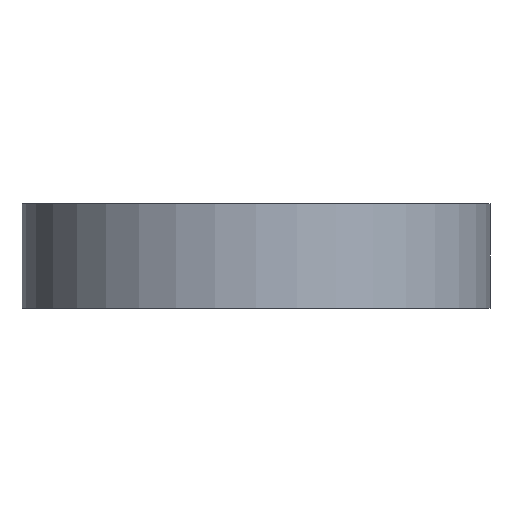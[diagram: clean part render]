
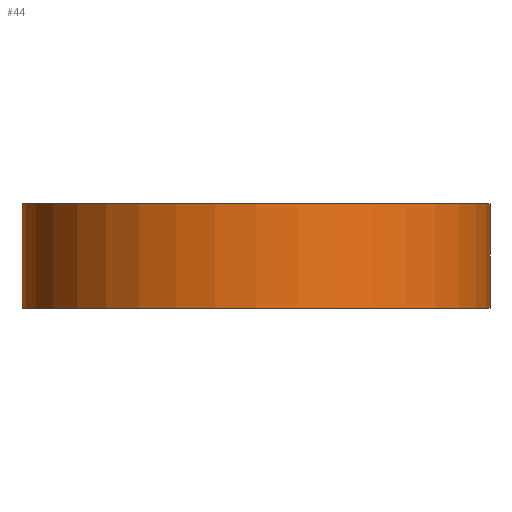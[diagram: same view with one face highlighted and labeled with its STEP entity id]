
A CAD part, front view. The second image highlights one B-rep face of the part: STEP entity #44.
In plain terms, the highlighted cylindrical face has radius 17.475 mm (diameter 34.95 mm), a partial arc.
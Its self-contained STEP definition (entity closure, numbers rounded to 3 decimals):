
#12 = DIRECTION ( 'NONE',  ( 1., 0., 0. ) ) ;
#22 = EDGE_CURVE ( 'NONE', #297, #287, #233, .T. ) ;
#28 = ORIENTED_EDGE ( 'NONE', *, *, #438, .F. ) ;
#36 = LINE ( 'NONE', #283, #561 ) ;
#42 = DIRECTION ( 'NONE',  ( 1., 0., 0. ) ) ;
#44 = ADVANCED_FACE ( 'NONE', ( #435 ), #554, .T. ) ;
#69 = CARTESIAN_POINT ( 'NONE',  ( 17.475, 0., 0. ) ) ;
#71 = ORIENTED_EDGE ( 'NONE', *, *, #414, .T. ) ;
#78 = CARTESIAN_POINT ( 'NONE',  ( -17.475, 0., 7.8 ) ) ;
#94 = VERTEX_POINT ( 'NONE', #69 ) ;
#126 = DIRECTION ( 'NONE',  ( -1., 0., 0. ) ) ;
#178 = DIRECTION ( 'NONE',  ( 0., 0., -1. ) ) ;
#179 = VERTEX_POINT ( 'NONE', #424 ) ;
#212 = DIRECTION ( 'NONE',  ( 0., 0., 1. ) ) ;
#222 = DIRECTION ( 'NONE',  ( 0., 0., -1. ) ) ;
#233 = CIRCLE ( 'NONE', #349, 17.475 ) ;
#253 = EDGE_LOOP ( 'NONE', ( #28, #343, #556, #71 ) ) ;
#258 = LINE ( 'NONE', #446, #395 ) ;
#273 = CARTESIAN_POINT ( 'NONE',  ( 0., 0., 7.8 ) ) ;
#283 = CARTESIAN_POINT ( 'NONE',  ( -17.475, 0., 7.8 ) ) ;
#287 = VERTEX_POINT ( 'NONE', #543 ) ;
#297 = VERTEX_POINT ( 'NONE', #78 ) ;
#308 = AXIS2_PLACEMENT_3D ( 'NONE', #466, #222, #126 ) ;
#343 = ORIENTED_EDGE ( 'NONE', *, *, #22, .F. ) ;
#349 = AXIS2_PLACEMENT_3D ( 'NONE', #273, #212, #12 ) ;
#386 = CIRCLE ( 'NONE', #553, 17.475 ) ;
#395 = VECTOR ( 'NONE', #603, 1000. ) ;
#414 = EDGE_CURVE ( 'NONE', #179, #94, #386, .T. ) ;
#424 = CARTESIAN_POINT ( 'NONE',  ( -17.475, 0., 0. ) ) ;
#435 = FACE_OUTER_BOUND ( 'NONE', #253, .T. ) ;
#438 = EDGE_CURVE ( 'NONE', #287, #94, #258, .T. ) ;
#446 = CARTESIAN_POINT ( 'NONE',  ( 17.475, 0., 7.8 ) ) ;
#466 = CARTESIAN_POINT ( 'NONE',  ( 0., 0., 7.8 ) ) ;
#543 = CARTESIAN_POINT ( 'NONE',  ( 17.475, 0., 7.8 ) ) ;
#551 = CARTESIAN_POINT ( 'NONE',  ( 0., 0., 0. ) ) ;
#553 = AXIS2_PLACEMENT_3D ( 'NONE', #551, #641, #42 ) ;
#554 = CYLINDRICAL_SURFACE ( 'NONE', #308, 17.475 ) ;
#556 = ORIENTED_EDGE ( 'NONE', *, *, #635, .T. ) ;
#561 = VECTOR ( 'NONE', #178, 1000. ) ;
#603 = DIRECTION ( 'NONE',  ( 0., 0., -1. ) ) ;
#635 = EDGE_CURVE ( 'NONE', #297, #179, #36, .T. ) ;
#641 = DIRECTION ( 'NONE',  ( 0., 0., 1. ) ) ;
